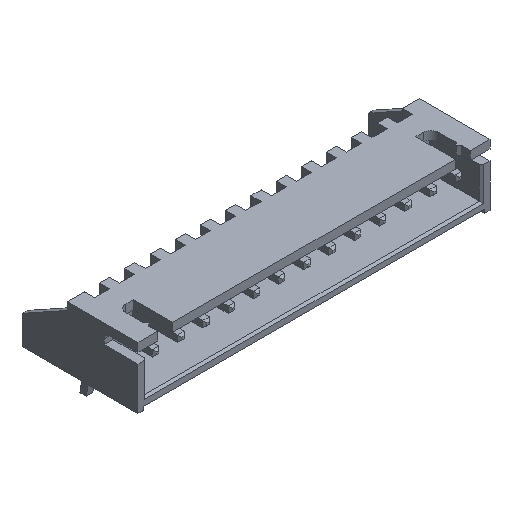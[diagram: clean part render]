
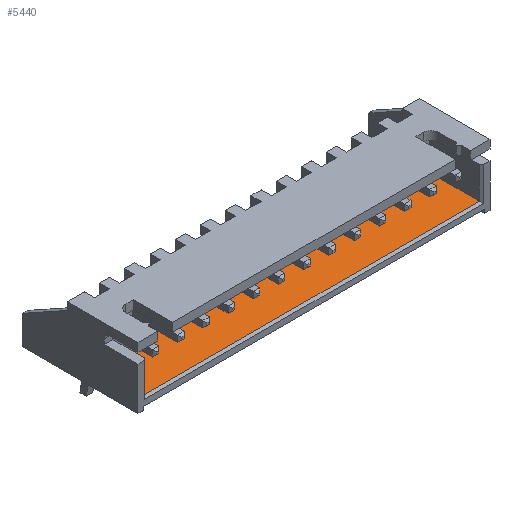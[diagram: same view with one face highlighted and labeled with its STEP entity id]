
A CAD part, isometric view. The second image highlights one B-rep face of the part: STEP entity #5440.
In plain terms, the highlighted planar face has unit normal (0, 0, 1).
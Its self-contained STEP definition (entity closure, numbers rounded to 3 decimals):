
#138 = PLANE('',#139);
#139 = AXIS2_PLACEMENT_3D('',#140,#141,#142);
#140 = CARTESIAN_POINT('',(31.6,-7.6,1.1));
#141 = DIRECTION('',(1.,0.,0.));
#142 = DIRECTION('',(0.,0.,1.));
#217 = PLANE('',#218);
#218 = AXIS2_PLACEMENT_3D('',#219,#220,#221);
#219 = CARTESIAN_POINT('',(-1.6,-7.5,1.));
#220 = DIRECTION('',(0.,-0.707,0.707)
);
#221 = DIRECTION('',(1.,0.,0.));
#479 = VERTEX_POINT('',#480);
#480 = CARTESIAN_POINT('',(31.6,-7.4,1.1));
#775 = EDGE_CURVE('',#479,#776,#778,.T.);
#776 = VERTEX_POINT('',#777);
#777 = CARTESIAN_POINT('',(31.6,-2.45,1.1));
#778 = SURFACE_CURVE('',#779,(#783,#790),.PCURVE_S1.);
#779 = LINE('',#780,#781);
#780 = CARTESIAN_POINT('',(31.6,-7.6,1.1));
#781 = VECTOR('',#782,1.);
#782 = DIRECTION('',(0.,1.,0.));
#783 = PCURVE('',#138,#784);
#784 = DEFINITIONAL_REPRESENTATION('',(#785),#789);
#785 = LINE('',#786,#787);
#786 = CARTESIAN_POINT('',(0.,0.));
#787 = VECTOR('',#788,1.);
#788 = DIRECTION('',(0.,-1.));
#789 = ( GEOMETRIC_REPRESENTATION_CONTEXT(2)
PARAMETRIC_REPRESENTATION_CONTEXT() REPRESENTATION_CONTEXT('2D SPACE',''
) );
#790 = PCURVE('',#791,#796);
#791 = PLANE('',#792);
#792 = AXIS2_PLACEMENT_3D('',#793,#794,#795);
#793 = CARTESIAN_POINT('',(-1.6,-7.6,1.1));
#794 = DIRECTION('',(0.,0.,-1.));
#795 = DIRECTION('',(1.,0.,0.));
#796 = DEFINITIONAL_REPRESENTATION('',(#797),#801);
#797 = LINE('',#798,#799);
#798 = CARTESIAN_POINT('',(33.2,0.));
#799 = VECTOR('',#800,1.);
#800 = DIRECTION('',(0.,-1.));
#801 = ( GEOMETRIC_REPRESENTATION_CONTEXT(2)
PARAMETRIC_REPRESENTATION_CONTEXT() REPRESENTATION_CONTEXT('2D SPACE',''
) );
#819 = PLANE('',#820);
#820 = AXIS2_PLACEMENT_3D('',#821,#822,#823);
#821 = CARTESIAN_POINT('',(31.6,-2.45,5.25));
#822 = DIRECTION('',(0.,1.,0.));
#823 = DIRECTION('',(1.,0.,-0.));
#928 = VERTEX_POINT('',#929);
#929 = CARTESIAN_POINT('',(-1.6,-7.4,1.1));
#952 = EDGE_CURVE('',#928,#479,#953,.T.);
#953 = SURFACE_CURVE('',#954,(#958,#965),.PCURVE_S1.);
#954 = LINE('',#955,#956);
#955 = CARTESIAN_POINT('',(-1.6,-7.4,1.1));
#956 = VECTOR('',#957,1.);
#957 = DIRECTION('',(1.,0.,0.));
#958 = PCURVE('',#217,#959);
#959 = DEFINITIONAL_REPRESENTATION('',(#960),#964);
#960 = LINE('',#961,#962);
#961 = CARTESIAN_POINT('',(0.,0.141));
#962 = VECTOR('',#963,1.);
#963 = DIRECTION('',(1.,0.));
#964 = ( GEOMETRIC_REPRESENTATION_CONTEXT(2)
PARAMETRIC_REPRESENTATION_CONTEXT() REPRESENTATION_CONTEXT('2D SPACE',''
) );
#965 = PCURVE('',#791,#966);
#966 = DEFINITIONAL_REPRESENTATION('',(#967),#971);
#967 = LINE('',#968,#969);
#968 = CARTESIAN_POINT('',(0.,-0.2));
#969 = VECTOR('',#970,1.);
#970 = DIRECTION('',(1.,0.));
#971 = ( GEOMETRIC_REPRESENTATION_CONTEXT(2)
PARAMETRIC_REPRESENTATION_CONTEXT() REPRESENTATION_CONTEXT('2D SPACE',''
) );
#1015 = PLANE('',#1016);
#1016 = AXIS2_PLACEMENT_3D('',#1017,#1018,#1019);
#1017 = CARTESIAN_POINT('',(-1.6,-7.6,5.25));
#1018 = DIRECTION('',(-1.,0.,0.));
#1019 = DIRECTION('',(0.,0.,-1.));
#5440 = ADVANCED_FACE('',(#5441),#791,.F.);
#5441 = FACE_BOUND('',#5442,.F.);
#5442 = EDGE_LOOP('',(#5443,#5466,#5487,#5488));
#5443 = ORIENTED_EDGE('',*,*,#5444,.T.);
#5444 = EDGE_CURVE('',#928,#5445,#5447,.T.);
#5445 = VERTEX_POINT('',#5446);
#5446 = CARTESIAN_POINT('',(-1.6,-2.45,1.1));
#5447 = SURFACE_CURVE('',#5448,(#5452,#5459),.PCURVE_S1.);
#5448 = LINE('',#5449,#5450);
#5449 = CARTESIAN_POINT('',(-1.6,-7.6,1.1));
#5450 = VECTOR('',#5451,1.);
#5451 = DIRECTION('',(0.,1.,0.));
#5452 = PCURVE('',#791,#5453);
#5453 = DEFINITIONAL_REPRESENTATION('',(#5454),#5458);
#5454 = LINE('',#5455,#5456);
#5455 = CARTESIAN_POINT('',(0.,0.));
#5456 = VECTOR('',#5457,1.);
#5457 = DIRECTION('',(0.,-1.));
#5458 = ( GEOMETRIC_REPRESENTATION_CONTEXT(2)
PARAMETRIC_REPRESENTATION_CONTEXT() REPRESENTATION_CONTEXT('2D SPACE',''
) );
#5459 = PCURVE('',#1015,#5460);
#5460 = DEFINITIONAL_REPRESENTATION('',(#5461),#5465);
#5461 = LINE('',#5462,#5463);
#5462 = CARTESIAN_POINT('',(4.15,0.));
#5463 = VECTOR('',#5464,1.);
#5464 = DIRECTION('',(0.,-1.));
#5465 = ( GEOMETRIC_REPRESENTATION_CONTEXT(2)
PARAMETRIC_REPRESENTATION_CONTEXT() REPRESENTATION_CONTEXT('2D SPACE',''
) );
#5466 = ORIENTED_EDGE('',*,*,#5467,.T.);
#5467 = EDGE_CURVE('',#5445,#776,#5468,.T.);
#5468 = SURFACE_CURVE('',#5469,(#5473,#5480),.PCURVE_S1.);
#5469 = LINE('',#5470,#5471);
#5470 = CARTESIAN_POINT('',(-1.6,-2.45,1.1));
#5471 = VECTOR('',#5472,1.);
#5472 = DIRECTION('',(1.,0.,0.));
#5473 = PCURVE('',#791,#5474);
#5474 = DEFINITIONAL_REPRESENTATION('',(#5475),#5479);
#5475 = LINE('',#5476,#5477);
#5476 = CARTESIAN_POINT('',(0.,-5.15));
#5477 = VECTOR('',#5478,1.);
#5478 = DIRECTION('',(1.,0.));
#5479 = ( GEOMETRIC_REPRESENTATION_CONTEXT(2)
PARAMETRIC_REPRESENTATION_CONTEXT() REPRESENTATION_CONTEXT('2D SPACE',''
) );
#5480 = PCURVE('',#819,#5481);
#5481 = DEFINITIONAL_REPRESENTATION('',(#5482),#5486);
#5482 = LINE('',#5483,#5484);
#5483 = CARTESIAN_POINT('',(-33.2,4.15));
#5484 = VECTOR('',#5485,1.);
#5485 = DIRECTION('',(1.,0.));
#5486 = ( GEOMETRIC_REPRESENTATION_CONTEXT(2)
PARAMETRIC_REPRESENTATION_CONTEXT() REPRESENTATION_CONTEXT('2D SPACE',''
) );
#5487 = ORIENTED_EDGE('',*,*,#775,.F.);
#5488 = ORIENTED_EDGE('',*,*,#952,.F.);
